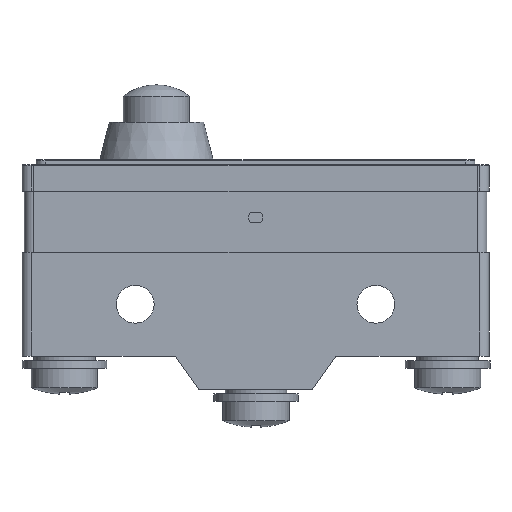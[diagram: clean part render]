
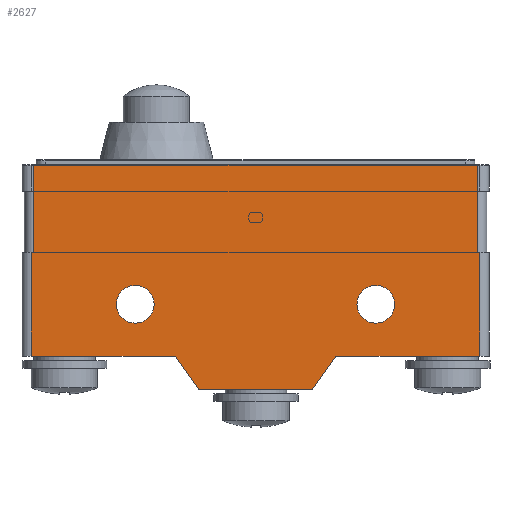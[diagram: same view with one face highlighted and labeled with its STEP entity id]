
A CAD part, front view. The second image highlights one B-rep face of the part: STEP entity #2627.
In plain terms, the highlighted planar face has unit normal (0, -1, 0).
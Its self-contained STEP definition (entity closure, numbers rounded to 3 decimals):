
#382=DIRECTION('',(1.,0.,0.));
#383=VECTOR('',#382,0.25);
#384=CARTESIAN_POINT('',(-23.75,-8.75,-6.5));
#385=LINE('',#384,#383);
#386=DIRECTION('',(0.,0.,1.));
#387=VECTOR('',#386,9.3);
#388=CARTESIAN_POINT('',(-23.5,-8.75,-6.5));
#389=LINE('',#388,#387);
#390=DIRECTION('',(1.,0.,0.));
#391=VECTOR('',#390,47.);
#392=CARTESIAN_POINT('',(-23.5,-8.75,2.8));
#393=LINE('',#392,#391);
#394=DIRECTION('',(0.,0.,-1.));
#395=VECTOR('',#394,9.3);
#396=CARTESIAN_POINT('',(23.5,-8.75,2.8));
#397=LINE('',#396,#395);
#398=DIRECTION('',(1.,0.,0.));
#399=VECTOR('',#398,0.25);
#400=CARTESIAN_POINT('',(23.5,-8.75,-6.5));
#401=LINE('',#400,#399);
#402=DIRECTION('',(0.,0.,1.));
#403=VECTOR('',#402,11.);
#404=CARTESIAN_POINT('',(23.75,-8.75,-17.5));
#405=LINE('',#404,#403);
#406=DIRECTION('',(-1.,0.,0.));
#407=VECTOR('',#406,15.25);
#408=CARTESIAN_POINT('',(23.75,-8.75,-17.5));
#409=LINE('',#408,#407);
#410=DIRECTION('',(-0.581,0.,-0.814));
#411=VECTOR('',#410,4.301);
#412=CARTESIAN_POINT('',(8.5,-8.75,-17.5));
#413=LINE('',#412,#411);
#414=DIRECTION('',(-1.,0.,0.));
#415=VECTOR('',#414,12.);
#416=CARTESIAN_POINT('',(6.,-8.75,-21.));
#417=LINE('',#416,#415);
#418=DIRECTION('',(-0.581,0.,0.814));
#419=VECTOR('',#418,4.301);
#420=CARTESIAN_POINT('',(-6.,-8.75,-21.));
#421=LINE('',#420,#419);
#422=DIRECTION('',(-1.,0.,0.));
#423=VECTOR('',#422,15.25);
#424=CARTESIAN_POINT('',(-8.5,-8.75,-17.5));
#425=LINE('',#424,#423);
#426=DIRECTION('',(0.,0.,-1.));
#427=VECTOR('',#426,11.);
#428=CARTESIAN_POINT('',(-23.75,-8.75,-6.5));
#429=LINE('',#428,#427);
#430=CARTESIAN_POINT('',(-12.75,-8.75,-12.));
#431=DIRECTION('',(0.,1.,0.));
#432=DIRECTION('',(-1.,0.,0.));
#433=AXIS2_PLACEMENT_3D('',#430,#431,#432);
#435=CARTESIAN_POINT('',(-12.75,-8.75,-12.));
#436=DIRECTION('',(0.,1.,0.));
#437=DIRECTION('',(1.,0.,0.));
#438=AXIS2_PLACEMENT_3D('',#435,#436,#437);
#440=CARTESIAN_POINT('',(12.75,-8.75,-12.));
#441=DIRECTION('',(0.,-1.,0.));
#442=DIRECTION('',(1.,0.,0.));
#443=AXIS2_PLACEMENT_3D('',#440,#441,#442);
#445=CARTESIAN_POINT('',(12.75,-8.75,-12.));
#446=DIRECTION('',(0.,-1.,0.));
#447=DIRECTION('',(-1.,0.,0.));
#448=AXIS2_PLACEMENT_3D('',#445,#446,#447);
#1591=CARTESIAN_POINT('',(8.5,-8.75,-17.5));
#1592=CARTESIAN_POINT('',(6.,-8.75,-21.));
#1593=VERTEX_POINT('',#1591);
#1594=VERTEX_POINT('',#1592);
#1595=CARTESIAN_POINT('',(-6.,-8.75,-21.));
#1596=VERTEX_POINT('',#1595);
#1597=CARTESIAN_POINT('',(-8.5,-8.75,-17.5));
#1598=VERTEX_POINT('',#1597);
#1603=CARTESIAN_POINT('',(14.75,-8.75,-12.));
#1604=CARTESIAN_POINT('',(10.75,-8.75,-12.));
#1605=VERTEX_POINT('',#1603);
#1606=VERTEX_POINT('',#1604);
#1611=CARTESIAN_POINT('',(-14.75,-8.75,-12.));
#1612=CARTESIAN_POINT('',(-10.75,-8.75,-12.));
#1613=VERTEX_POINT('',#1611);
#1614=VERTEX_POINT('',#1612);
#1623=CARTESIAN_POINT('',(-23.75,-8.75,-17.5));
#1625=VERTEX_POINT('',#1623);
#1629=CARTESIAN_POINT('',(-23.75,-8.75,-6.5));
#1630=VERTEX_POINT('',#1629);
#1635=CARTESIAN_POINT('',(23.75,-8.75,-17.5));
#1636=VERTEX_POINT('',#1635);
#1637=CARTESIAN_POINT('',(23.75,-8.75,-6.5));
#1638=VERTEX_POINT('',#1637);
#1989=CARTESIAN_POINT('',(-23.5,-8.75,2.8));
#1990=CARTESIAN_POINT('',(23.5,-8.75,2.8));
#1991=VERTEX_POINT('',#1989);
#1992=VERTEX_POINT('',#1990);
#2001=CARTESIAN_POINT('',(-23.5,-8.75,-6.5));
#2002=VERTEX_POINT('',#2001);
#2003=CARTESIAN_POINT('',(23.5,-8.75,-6.5));
#2004=VERTEX_POINT('',#2003);
#2588=CARTESIAN_POINT('',(0.,-8.75,0.));
#2589=DIRECTION('',(0.,1.,0.));
#2590=DIRECTION('',(1.,0.,0.));
#2591=AXIS2_PLACEMENT_3D('',#2588,#2589,#2590);
#2592=PLANE('',#2591);
#2593=ORIENTED_EDGE('',*,*,#2505,.T.);
#2594=ORIENTED_EDGE('',*,*,#2492,.T.);
#2596=ORIENTED_EDGE('',*,*,#2595,.T.);
#2597=ORIENTED_EDGE('',*,*,#2576,.T.);
#2598=ORIENTED_EDGE('',*,*,#2521,.T.);
#2600=ORIENTED_EDGE('',*,*,#2599,.F.);
#2602=ORIENTED_EDGE('',*,*,#2601,.T.);
#2604=ORIENTED_EDGE('',*,*,#2603,.T.);
#2606=ORIENTED_EDGE('',*,*,#2605,.T.);
#2608=ORIENTED_EDGE('',*,*,#2607,.T.);
#2610=ORIENTED_EDGE('',*,*,#2609,.T.);
#2612=ORIENTED_EDGE('',*,*,#2611,.F.);
#2613=EDGE_LOOP('',(#2593,#2594,#2596,#2597,#2598,#2600,#2602,#2604,#2606,#2608,
#2610,#2612));
#2614=FACE_OUTER_BOUND('',#2613,.F.);
#2616=ORIENTED_EDGE('',*,*,#2615,.F.);
#2618=ORIENTED_EDGE('',*,*,#2617,.F.);
#2619=EDGE_LOOP('',(#2616,#2618));
#2620=FACE_BOUND('',#2619,.F.);
#2622=ORIENTED_EDGE('',*,*,#2621,.T.);
#2624=ORIENTED_EDGE('',*,*,#2623,.T.);
#2625=EDGE_LOOP('',(#2622,#2624));
#2626=FACE_BOUND('',#2625,.F.);
#2627=ADVANCED_FACE('',(#2614,#2620,#2626),#2592,.F.);
#434=CIRCLE('',#433,2.);
#439=CIRCLE('',#438,2.);
#444=CIRCLE('',#443,2.);
#449=CIRCLE('',#448,2.);
#2492=EDGE_CURVE('',#2002,#1991,#389,.T.);
#2505=EDGE_CURVE('',#1630,#2002,#385,.T.);
#2521=EDGE_CURVE('',#2004,#1638,#401,.T.);
#2576=EDGE_CURVE('',#1992,#2004,#397,.T.);
#2595=EDGE_CURVE('',#1991,#1992,#393,.T.);
#2599=EDGE_CURVE('',#1636,#1638,#405,.T.);
#2601=EDGE_CURVE('',#1636,#1593,#409,.T.);
#2603=EDGE_CURVE('',#1593,#1594,#413,.T.);
#2605=EDGE_CURVE('',#1594,#1596,#417,.T.);
#2607=EDGE_CURVE('',#1596,#1598,#421,.T.);
#2609=EDGE_CURVE('',#1598,#1625,#425,.T.);
#2611=EDGE_CURVE('',#1630,#1625,#429,.T.);
#2615=EDGE_CURVE('',#1613,#1614,#434,.T.);
#2617=EDGE_CURVE('',#1614,#1613,#439,.T.);
#2621=EDGE_CURVE('',#1605,#1606,#444,.T.);
#2623=EDGE_CURVE('',#1606,#1605,#449,.T.);
